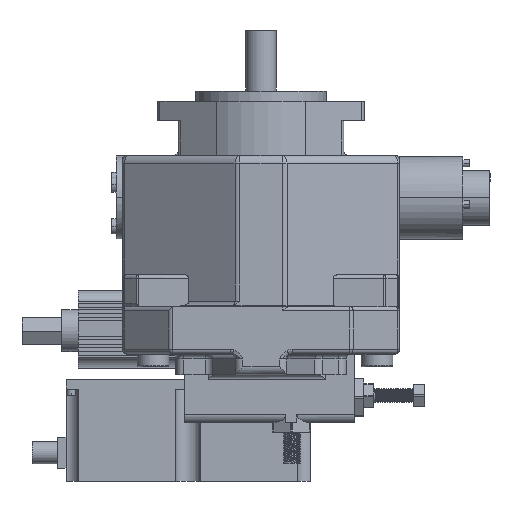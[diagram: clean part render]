
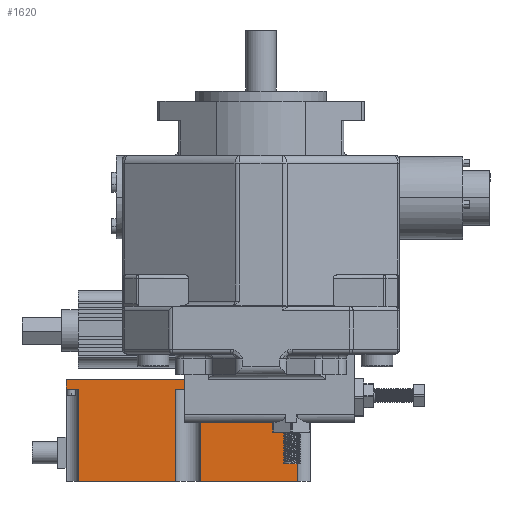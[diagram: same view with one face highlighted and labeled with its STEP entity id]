
A CAD part, front view. The second image highlights one B-rep face of the part: STEP entity #1620.
In plain terms, the highlighted planar face has unit normal (0, -1, 0).
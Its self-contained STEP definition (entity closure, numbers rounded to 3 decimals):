
#13 = EDGE_CURVE ( 'NONE', #32559, #15698, #14077, .T. ) ;
#64 = VECTOR ( 'NONE', #8855, 1000. ) ;
#119 = VECTOR ( 'NONE', #4387, 1000. ) ;
#163 = CARTESIAN_POINT ( 'NONE',  ( 0., 113.607, 155.675 ) ) ;
#817 = VERTEX_POINT ( 'NONE', #26608 ) ;
#832 = EDGE_CURVE ( 'NONE', #15698, #31665, #8256, .T. ) ;
#876 = VERTEX_POINT ( 'NONE', #2734 ) ;
#1409 = DIRECTION ( 'NONE',  ( 1., 0., 0. ) ) ;
#1620 = ADVANCED_FACE ( 'NONE', ( #4861 ), #15268, .F. ) ;
#2379 = EDGE_CURVE ( 'NONE', #876, #23363, #4161, .T. ) ;
#2734 = CARTESIAN_POINT ( 'NONE',  ( 123.883, 113.607, 97.675 ) ) ;
#3712 = EDGE_CURVE ( 'NONE', #28299, #23012, #34158, .T. ) ;
#3880 = LINE ( 'NONE', #27073, #28822 ) ;
#4161 = LINE ( 'NONE', #19720, #27801 ) ;
#4387 = DIRECTION ( 'NONE',  ( -1., 0., 0. ) ) ;
#4676 = LINE ( 'NONE', #33749, #6266 ) ;
#4861 = FACE_OUTER_BOUND ( 'NONE', #14198, .T. ) ;
#4963 = CARTESIAN_POINT ( 'NONE',  ( 54.529, 113.607, 97.675 ) ) ;
#5193 = ORIENTED_EDGE ( 'NONE', *, *, #3712, .F. ) ;
#5221 = VECTOR ( 'NONE', #30801, 1000. ) ;
#5280 = EDGE_CURVE ( 'NONE', #30361, #28299, #32255, .T. ) ;
#5830 = ORIENTED_EDGE ( 'NONE', *, *, #2379, .T. ) ;
#6004 = CARTESIAN_POINT ( 'NONE',  ( 47.084, 113.607, 155.675 ) ) ;
#6266 = VECTOR ( 'NONE', #30985, 1000. ) ;
#6431 = CARTESIAN_POINT ( 'NONE',  ( 63.084, 113.607, 97.675 ) ) ;
#6508 = VECTOR ( 'NONE', #1409, 1000. ) ;
#6959 = CARTESIAN_POINT ( 'NONE',  ( -13.716, 113.607, 97.675 ) ) ;
#7260 = CARTESIAN_POINT ( 'NONE',  ( -21.716, 113.607, 91.675 ) ) ;
#7461 = LINE ( 'NONE', #6959, #16674 ) ;
#7769 = DIRECTION ( 'NONE',  ( 1., 0., 0. ) ) ;
#7838 = DIRECTION ( 'NONE',  ( 1., 0., 0. ) ) ;
#8256 = LINE ( 'NONE', #15728, #22985 ) ;
#8727 = DIRECTION ( 'NONE',  ( 0., 0., -1. ) ) ;
#8855 = DIRECTION ( 'NONE',  ( 1., 0., 0. ) ) ;
#8898 = VECTOR ( 'NONE', #28276, 1000. ) ;
#9559 = DIRECTION ( 'NONE',  ( 0., 0., -1. ) ) ;
#9678 = LINE ( 'NONE', #27505, #5221 ) ;
#11284 = CARTESIAN_POINT ( 'NONE',  ( 0., 113.607, 155.675 ) ) ;
#11305 = CARTESIAN_POINT ( 'NONE',  ( -21.716, 113.607, 34.375 ) ) ;
#11347 = AXIS2_PLACEMENT_3D ( 'NONE', #25807, #31513, #26472 ) ;
#11415 = EDGE_CURVE ( 'NONE', #23012, #32220, #14963, .T. ) ;
#11565 = LINE ( 'NONE', #25065, #15633 ) ;
#11893 = EDGE_CURVE ( 'NONE', #14402, #32220, #7461, .T. ) ;
#13886 = DIRECTION ( 'NONE',  ( 1., 0., 0. ) ) ;
#13989 = EDGE_CURVE ( 'NONE', #32559, #27421, #11565, .T. ) ;
#14077 = LINE ( 'NONE', #24618, #64 ) ;
#14172 = DIRECTION ( 'NONE',  ( 0., 0., 1. ) ) ;
#14198 = EDGE_LOOP ( 'NONE', ( #16204, #26514, #26710, #21829, #5830, #14405, #18130, #24335, #23979, #16794, #27039, #16309, #15026, #5193, #25508 ) ) ;
#14402 = VERTEX_POINT ( 'NONE', #19134 ) ;
#14405 = ORIENTED_EDGE ( 'NONE', *, *, #16410, .F. ) ;
#14934 = CARTESIAN_POINT ( 'NONE',  ( 131.883, 113.607, 91.675 ) ) ;
#14963 = LINE ( 'NONE', #26186, #8898 ) ;
#15026 = ORIENTED_EDGE ( 'NONE', *, *, #11415, .F. ) ;
#15052 = CARTESIAN_POINT ( 'NONE',  ( -13.716, 113.607, 97.675 ) ) ;
#15056 = CARTESIAN_POINT ( 'NONE',  ( 123.883, 113.607, 155.675 ) ) ;
#15268 = PLANE ( 'NONE',  #11347 ) ;
#15582 = LINE ( 'NONE', #163, #17018 ) ;
#15633 = VECTOR ( 'NONE', #14172, 1000. ) ;
#15698 = VERTEX_POINT ( 'NONE', #4963 ) ;
#15728 = CARTESIAN_POINT ( 'NONE',  ( 0., 113.607, 97.675 ) ) ;
#16142 = CARTESIAN_POINT ( 'NONE',  ( 0., 113.607, 97.675 ) ) ;
#16204 = ORIENTED_EDGE ( 'NONE', *, *, #23636, .F. ) ;
#16259 = EDGE_CURVE ( 'NONE', #876, #25333, #30996, .T. ) ;
#16309 = ORIENTED_EDGE ( 'NONE', *, *, #11893, .T. ) ;
#16410 = EDGE_CURVE ( 'NONE', #817, #23363, #15582, .T. ) ;
#16674 = VECTOR ( 'NONE', #9559, 1000. ) ;
#16794 = ORIENTED_EDGE ( 'NONE', *, *, #13989, .T. ) ;
#17018 = VECTOR ( 'NONE', #7769, 1000. ) ;
#18130 = ORIENTED_EDGE ( 'NONE', *, *, #21302, .T. ) ;
#18303 = CARTESIAN_POINT ( 'NONE',  ( 47.084, 113.607, 97.675 ) ) ;
#19134 = CARTESIAN_POINT ( 'NONE',  ( -13.716, 113.607, 155.675 ) ) ;
#19720 = CARTESIAN_POINT ( 'NONE',  ( 123.883, 113.607, 97.675 ) ) ;
#20128 = CARTESIAN_POINT ( 'NONE',  ( 0., 113.607, 91.675 ) ) ;
#20306 = CARTESIAN_POINT ( 'NONE',  ( -21.716, 113.607, 97.675 ) ) ;
#20371 = EDGE_CURVE ( 'NONE', #14402, #27421, #32047, .T. ) ;
#21302 = EDGE_CURVE ( 'NONE', #817, #31665, #3880, .T. ) ;
#21829 = ORIENTED_EDGE ( 'NONE', *, *, #16259, .F. ) ;
#22985 = VECTOR ( 'NONE', #29379, 1000. ) ;
#23012 = VERTEX_POINT ( 'NONE', #28342 ) ;
#23363 = VERTEX_POINT ( 'NONE', #15056 ) ;
#23636 = EDGE_CURVE ( 'NONE', #29990, #30361, #30356, .T. ) ;
#23979 = ORIENTED_EDGE ( 'NONE', *, *, #13, .F. ) ;
#24335 = ORIENTED_EDGE ( 'NONE', *, *, #832, .F. ) ;
#24618 = CARTESIAN_POINT ( 'NONE',  ( 0., 113.607, 97.675 ) ) ;
#25065 = CARTESIAN_POINT ( 'NONE',  ( 47.084, 113.607, 97.675 ) ) ;
#25285 = CARTESIAN_POINT ( 'NONE',  ( 0., 113.607, 97.675 ) ) ;
#25333 = VERTEX_POINT ( 'NONE', #27895 ) ;
#25508 = ORIENTED_EDGE ( 'NONE', *, *, #5280, .F. ) ;
#25807 = CARTESIAN_POINT ( 'NONE',  ( 0., 113.607, 0. ) ) ;
#26186 = CARTESIAN_POINT ( 'NONE',  ( 0., 113.607, 97.675 ) ) ;
#26472 = DIRECTION ( 'NONE',  ( 0., 0., 1. ) ) ;
#26514 = ORIENTED_EDGE ( 'NONE', *, *, #30360, .T. ) ;
#26608 = CARTESIAN_POINT ( 'NONE',  ( 63.084, 113.607, 155.675 ) ) ;
#26710 = ORIENTED_EDGE ( 'NONE', *, *, #32120, .F. ) ;
#27039 = ORIENTED_EDGE ( 'NONE', *, *, #20371, .F. ) ;
#27073 = CARTESIAN_POINT ( 'NONE',  ( 63.084, 113.607, 97.675 ) ) ;
#27421 = VERTEX_POINT ( 'NONE', #6004 ) ;
#27505 = CARTESIAN_POINT ( 'NONE',  ( 0., 113.607, 97.675 ) ) ;
#27801 = VECTOR ( 'NONE', #32905, 1000. ) ;
#27895 = CARTESIAN_POINT ( 'NONE',  ( 128.736, 113.607, 97.675 ) ) ;
#28276 = DIRECTION ( 'NONE',  ( 1., 0., 0. ) ) ;
#28299 = VERTEX_POINT ( 'NONE', #20306 ) ;
#28342 = CARTESIAN_POINT ( 'NONE',  ( -18.856, 113.607, 97.675 ) ) ;
#28800 = VECTOR ( 'NONE', #13886, 1000. ) ;
#28822 = VECTOR ( 'NONE', #8727, 1000. ) ;
#29379 = DIRECTION ( 'NONE',  ( 1., 0., 0. ) ) ;
#29990 = VERTEX_POINT ( 'NONE', #14934 ) ;
#30342 = DIRECTION ( 'NONE',  ( 0., 0., 1. ) ) ;
#30356 = LINE ( 'NONE', #20128, #119 ) ;
#30360 = EDGE_CURVE ( 'NONE', #29990, #33764, #4676, .T. ) ;
#30361 = VERTEX_POINT ( 'NONE', #7260 ) ;
#30801 = DIRECTION ( 'NONE',  ( 1., 0., 0. ) ) ;
#30985 = DIRECTION ( 'NONE',  ( 0., 0., 1. ) ) ;
#30996 = LINE ( 'NONE', #25285, #6508 ) ;
#31513 = DIRECTION ( 'NONE',  ( 0., 1., 0. ) ) ;
#31665 = VERTEX_POINT ( 'NONE', #6431 ) ;
#32047 = LINE ( 'NONE', #11284, #28800 ) ;
#32120 = EDGE_CURVE ( 'NONE', #25333, #33764, #9678, .T. ) ;
#32220 = VERTEX_POINT ( 'NONE', #15052 ) ;
#32255 = LINE ( 'NONE', #11305, #32580 ) ;
#32316 = VECTOR ( 'NONE', #7838, 1000. ) ;
#32559 = VERTEX_POINT ( 'NONE', #18303 ) ;
#32580 = VECTOR ( 'NONE', #30342, 1000. ) ;
#32905 = DIRECTION ( 'NONE',  ( 0., 0., 1. ) ) ;
#33039 = CARTESIAN_POINT ( 'NONE',  ( 131.883, 113.607, 97.675 ) ) ;
#33749 = CARTESIAN_POINT ( 'NONE',  ( 131.883, 113.607, 155.675 ) ) ;
#33764 = VERTEX_POINT ( 'NONE', #33039 ) ;
#34158 = LINE ( 'NONE', #16142, #32316 ) ;
